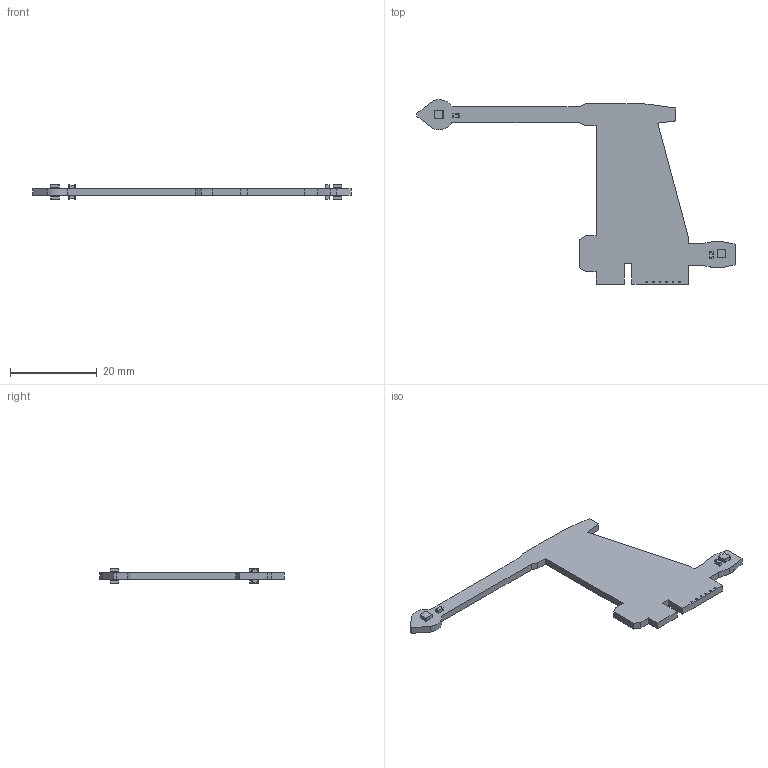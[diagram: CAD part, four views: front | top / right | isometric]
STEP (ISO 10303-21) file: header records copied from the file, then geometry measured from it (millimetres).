
FILE_DESCRIPTION(('KiCad electronic assembly'),'2;1');
FILE_NAME('Wing.step','2021-01-15T21:33:36',('An Author'),('A Company'), 'Open CASCADE STEP processor 6.9','KiCad to STEP converter','Unknown' );
FILE_SCHEMA(('AUTOMOTIVE_DESIGN { 1 0 10303 214 1 1 1 1 }'));
Length unit declared in the file: millimetre
Products named in the file (6): Open CASCADE STEP translator 6.9 1; APA102-2020_v1; COMPOUND; C_0603; SOLID
Assembly tree (11 placements, depth 3):
  Open CASCADE STEP translator 6.9 1
    APA102-2020_v1  x4
      COMPOUND
    C_0603  x4
      SOLID
    COMPOUND
Bounding box: 73.33 x 42.53 x 3.52 mm (x, y, z)
Volume: 1653.2 mm3; surface area: 2567.1 mm2
Topology: 13 solids, 13 shells, 272 faces, 682 edges, 444 vertices
Faces by surface type: plane 152, cylinder 104, bspline 16
Full cylindrical faces by diameter (mm): 0.4 x6
Entity records: 8169 total; most frequent: CARTESIAN_POINT 2302, DIRECTION 1042, LINE 658, VECTOR 658, ORIENTED_EDGE 548, PCURVE 548, DEFINITIONAL_REPRESENTATION 548, EDGE_CURVE 274
